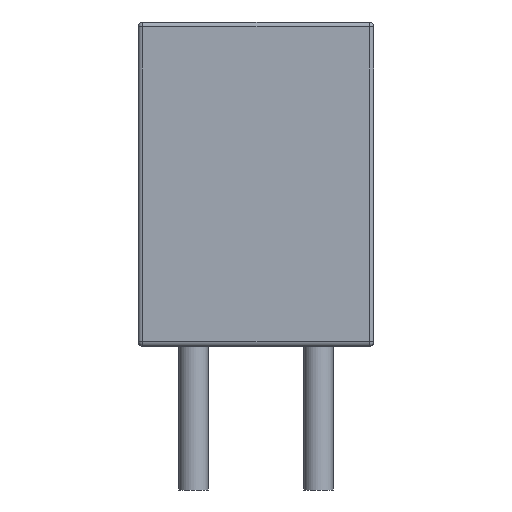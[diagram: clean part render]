
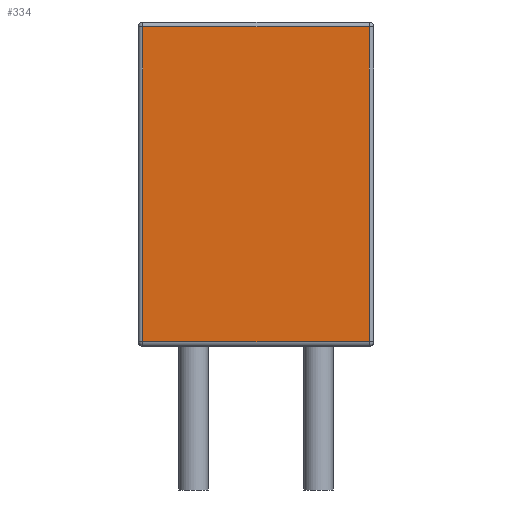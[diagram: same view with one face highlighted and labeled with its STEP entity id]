
A CAD part, left-side view. The second image highlights one B-rep face of the part: STEP entity #334.
In plain terms, the highlighted planar face has unit normal (-1, 0, 0).
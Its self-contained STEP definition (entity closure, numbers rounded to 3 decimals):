
#295=CARTESIAN_POINT('',(-10.52,2.3,6.5));
#296=VERTEX_POINT('',#295);
#297=CARTESIAN_POINT('',(-10.52,2.3,0.1));
#298=VERTEX_POINT('',#297);
#299=CARTESIAN_POINT('',(-10.52,2.3,0.0));
#300=DIRECTION('',(0.0,0.0,-1.0));
#301=VECTOR('',#300,1.0);
#302=LINE('',#299,#301);
#303=EDGE_CURVE('n� 966',#296,#298,#302,.T.);
#304=ORIENTED_EDGE('',*,*,#303,.T.);
#305=CARTESIAN_POINT('',(-10.52,-2.3,0.1));
#306=VERTEX_POINT('',#305);
#307=CARTESIAN_POINT('',(-10.52,-2.4,0.1));
#308=DIRECTION('',(0.0,-1.0,0.0));
#309=VECTOR('',#308,1.0);
#310=LINE('',#307,#309);
#311=EDGE_CURVE('n� 969',#298,#306,#310,.T.);
#312=ORIENTED_EDGE('',*,*,#311,.T.);
#313=CARTESIAN_POINT('',(-10.52,-2.3,6.5));
#314=VERTEX_POINT('',#313);
#315=CARTESIAN_POINT('',(-10.52,-2.3,0.0));
#316=DIRECTION('',(-0.0,0.0,1.0));
#317=VECTOR('',#316,1.0);
#318=LINE('',#315,#317);
#319=EDGE_CURVE('n� 958',#306,#314,#318,.T.);
#320=ORIENTED_EDGE('',*,*,#319,.T.);
#321=CARTESIAN_POINT('',(-10.52,-2.4,6.5));
#322=DIRECTION('',(-0.0,1.0,0.0));
#323=VECTOR('',#322,1.0);
#324=LINE('',#321,#323);
#325=EDGE_CURVE('n� 962',#314,#296,#324,.T.);
#326=ORIENTED_EDGE('',*,*,#325,.T.);
#327=EDGE_LOOP('',(#304,#312,#320,#326));
#328=FACE_OUTER_BOUND('',#327,.T.);
#329=CARTESIAN_POINT('',(-10.52,-2.4,0.0));
#330=DIRECTION('',(1.0,0.0,0.0));
#331=DIRECTION('',(-0.0,-0.0,1.0));
#332=AXIS2_PLACEMENT_3D('',#329,#330,#331);
#333=PLANE('',#332);
#334=ADVANCED_FACE('n� 187',(#328),#333,.F.);
